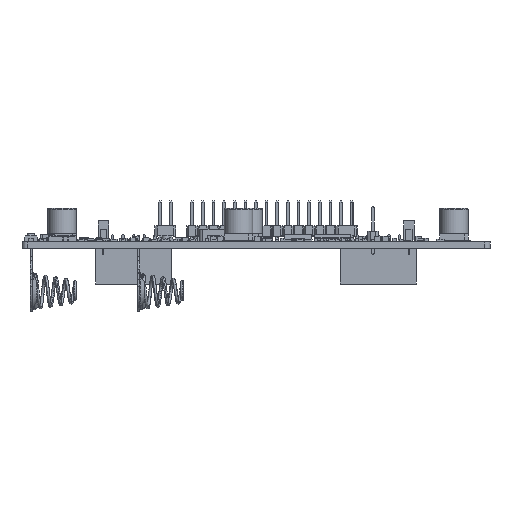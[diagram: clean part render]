
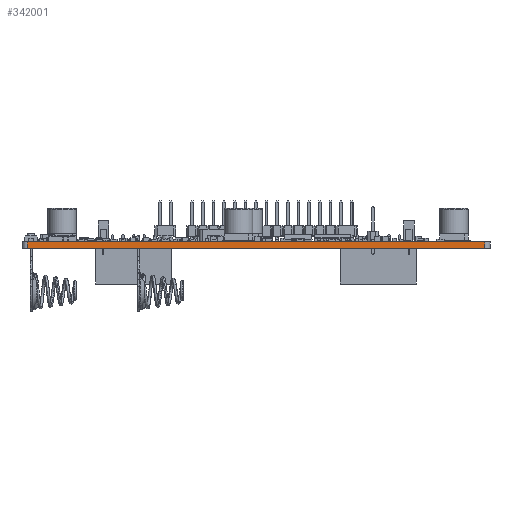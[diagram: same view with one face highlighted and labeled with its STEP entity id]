
A CAD part, front view. The second image highlights one B-rep face of the part: STEP entity #342001.
In plain terms, the highlighted planar face has unit normal (0, -1, 0).
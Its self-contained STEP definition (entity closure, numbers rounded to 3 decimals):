
#12299 = VERTEX_POINT ( 'NONE', #155114 ) ;
#14808 = DIRECTION ( 'NONE',  ( 0., 0., 1. ) ) ;
#19777 = CARTESIAN_POINT ( 'NONE',  ( 54.61, -53.975, 1.575 ) ) ;
#34264 = VECTOR ( 'NONE', #203072, 1000. ) ;
#52122 = VECTOR ( 'NONE', #137057, 1000. ) ;
#64688 = CARTESIAN_POINT ( 'NONE',  ( 54.61, -53.975, 0. ) ) ;
#68309 = EDGE_CURVE ( 'NONE', #236618, #119841, #142864, .T. ) ;
#69675 = VERTEX_POINT ( 'NONE', #262025 ) ;
#110547 = CARTESIAN_POINT ( 'NONE',  ( -54.61, -53.975, 1.575 ) ) ;
#119248 = ORIENTED_EDGE ( 'NONE', *, *, #317420, .T. ) ;
#119756 = PLANE ( 'NONE',  #284179 ) ;
#119841 = VERTEX_POINT ( 'NONE', #290409 ) ;
#122775 = LINE ( 'NONE', #110547, #167806 ) ;
#137057 = DIRECTION ( 'NONE',  ( 0., 0., -1. ) ) ;
#142864 = LINE ( 'NONE', #193453, #52122 ) ;
#145146 = CARTESIAN_POINT ( 'NONE',  ( 54.61, -53.975, 1.575 ) ) ;
#155114 = CARTESIAN_POINT ( 'NONE',  ( -54.61, -53.975, 1.575 ) ) ;
#159471 = ORIENTED_EDGE ( 'NONE', *, *, #68309, .F. ) ;
#167806 = VECTOR ( 'NONE', #225572, 1000. ) ;
#174186 = CARTESIAN_POINT ( 'NONE',  ( 54.61, -53.975, 1.575 ) ) ;
#175844 = LINE ( 'NONE', #64688, #336766 ) ;
#178706 = EDGE_CURVE ( 'NONE', #12299, #236618, #261111, .T. ) ;
#179783 = EDGE_LOOP ( 'NONE', ( #254802, #159471, #207985, #119248 ) ) ;
#193453 = CARTESIAN_POINT ( 'NONE',  ( 54.61, -53.975, 1.575 ) ) ;
#203072 = DIRECTION ( 'NONE',  ( 1., 0., 0. ) ) ;
#207985 = ORIENTED_EDGE ( 'NONE', *, *, #178706, .F. ) ;
#225572 = DIRECTION ( 'NONE',  ( 0., 0., -1. ) ) ;
#236618 = VERTEX_POINT ( 'NONE', #174186 ) ;
#240634 = EDGE_CURVE ( 'NONE', #69675, #119841, #175844, .T. ) ;
#249933 = DIRECTION ( 'NONE',  ( 0., 1., 0. ) ) ;
#254802 = ORIENTED_EDGE ( 'NONE', *, *, #240634, .T. ) ;
#261111 = LINE ( 'NONE', #19777, #34264 ) ;
#262025 = CARTESIAN_POINT ( 'NONE',  ( -54.61, -53.975, 0. ) ) ;
#276863 = DIRECTION ( 'NONE',  ( 1., 0., 0. ) ) ;
#284179 = AXIS2_PLACEMENT_3D ( 'NONE', #145146, #249933, #14808 ) ;
#290409 = CARTESIAN_POINT ( 'NONE',  ( 54.61, -53.975, 0. ) ) ;
#310453 = FACE_OUTER_BOUND ( 'NONE', #179783, .T. ) ;
#317420 = EDGE_CURVE ( 'NONE', #12299, #69675, #122775, .T. ) ;
#336766 = VECTOR ( 'NONE', #276863, 1000. ) ;
#342001 = ADVANCED_FACE ( 'NONE', ( #310453 ), #119756, .F. ) ;
